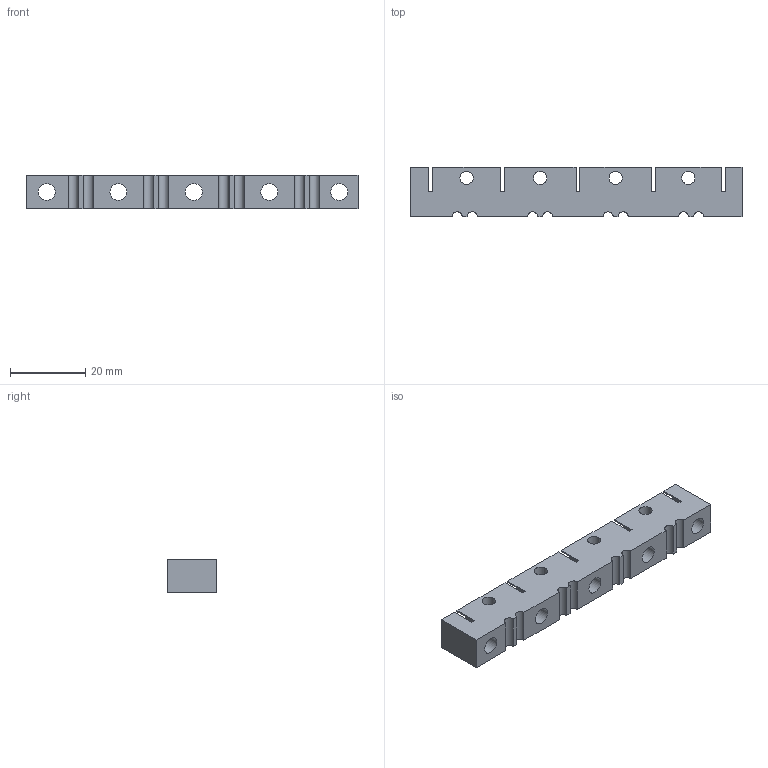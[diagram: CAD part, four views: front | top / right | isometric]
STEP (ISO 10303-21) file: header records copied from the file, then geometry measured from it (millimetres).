
FILE_DESCRIPTION(('HOOPS Exchange Step'),'2;1');
FILE_NAME('temp_export','2023-01-03T23:17:58+08:00',('mobile'),('Shapr3D Limited'),'HOOPS Exchange 2022.1','Shapr3D','Authorized');
FILE_SCHEMA( ('AUTOMOTIVE_DESIGN { 1 0 10303 214 1 1 1 1 }') );
Length unit declared in the file: millimetre
Products named in the file (1): Rear Adapter Clamp Larger Hex
Bounding box: 88 x 13.2 x 9 mm (x, y, z)
Volume: 7692.5 mm3; surface area: 5617.2 mm2
Topology: 1 solids, 1 shells, 99 faces, 301 edges, 204 vertices
Faces by surface type: plane 82, cylinder 17
Full cylindrical faces by diameter (mm): 3.5 x4, 4.5 x5
Entity records: 3419 total; most frequent: CARTESIAN_POINT 605, ORIENTED_EDGE 602, DIRECTION 545, EDGE_CURVE 301, VECTOR 257, LINE 257, VERTEX_POINT 204, AXIS2_PLACEMENT_3D 144
